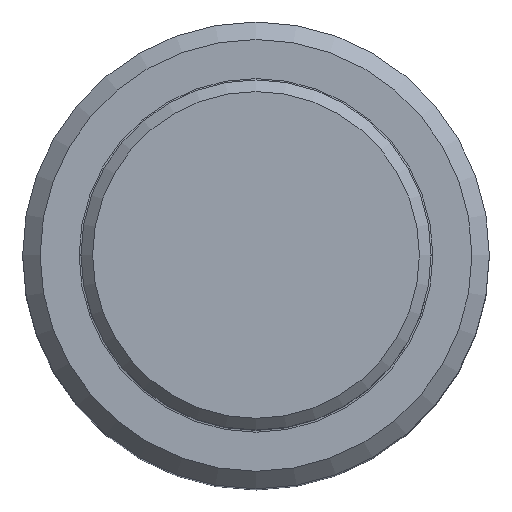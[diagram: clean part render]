
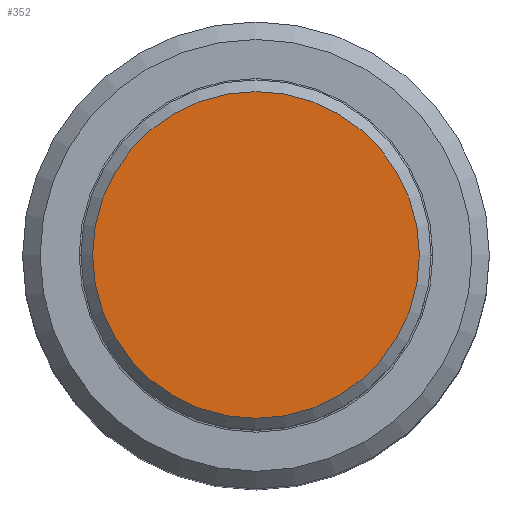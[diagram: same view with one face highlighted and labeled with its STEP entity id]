
A CAD part, top view. The second image highlights one B-rep face of the part: STEP entity #352.
In plain terms, the highlighted planar face has unit normal (0, 0, 1).
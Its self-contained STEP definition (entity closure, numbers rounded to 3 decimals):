
#323=CARTESIAN_POINT('',(0.,14.,0.));
#324=VERTEX_POINT('',#323);
#334=CARTESIAN_POINT('',(0.,-0.,-0.));
#335=DIRECTION('',(0.,0.,-1.));
#336=DIRECTION('',(0.,-1.,-0.));
#337=AXIS2_PLACEMENT_3D('',#334,#335,#336);
#338=CIRCLE('',#337,14.);
#339=EDGE_CURVE('',#324,#324,#338,.T.);
#344=CARTESIAN_POINT('',(0.,7.5,0.));
#345=DIRECTION('',(0.,-0.,1.));
#346=DIRECTION('',(0.,1.,0.));
#347=AXIS2_PLACEMENT_3D('',#344,#345,#346);
#348=PLANE('',#347);
#349=ORIENTED_EDGE('',*,*,#339,.F.);
#350=EDGE_LOOP('',(#349));
#351=FACE_BOUND('',#350,.T.);
#352=ADVANCED_FACE('',(#351),#348,.T.);
